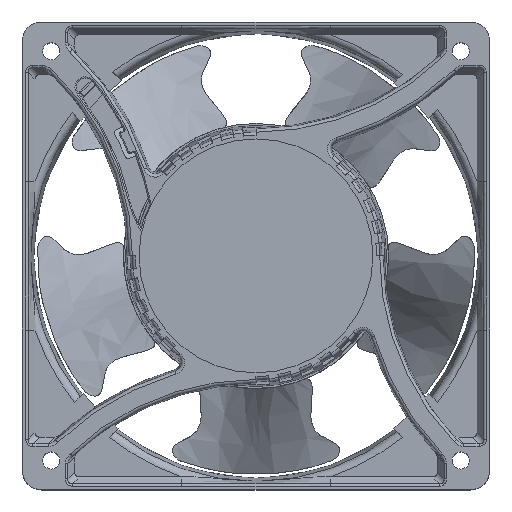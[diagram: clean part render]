
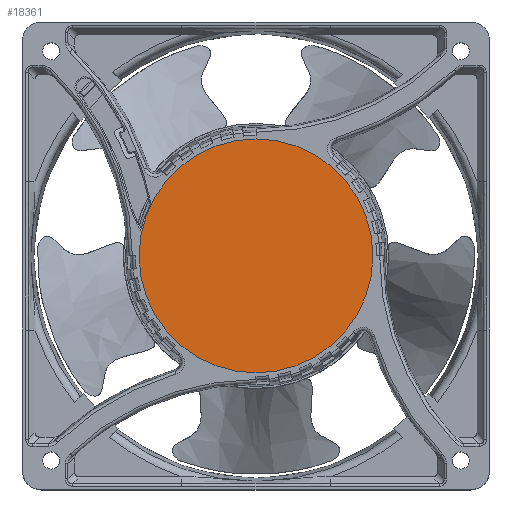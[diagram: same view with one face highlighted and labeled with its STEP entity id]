
A CAD part, top view. The second image highlights one B-rep face of the part: STEP entity #18361.
In plain terms, the highlighted planar face has unit normal (0, 0, 1).
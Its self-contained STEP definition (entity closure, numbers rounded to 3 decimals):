
#974=PLANE('',#19898);
#2031=FACE_OUTER_BOUND('',#3120,.T.);
#3120=EDGE_LOOP('',(#17164));
#3757=CIRCLE('',#19896,30.);
#8974=VERTEX_POINT('',#41196);
#11703=EDGE_CURVE('',#8974,#8974,#3757,.T.);
#17164=ORIENTED_EDGE('',*,*,#11703,.T.);
#18361=ADVANCED_FACE('',(#2031),#974,.T.);
#19896=AXIS2_PLACEMENT_3D('',#41197,#24394,#24395);
#19898=AXIS2_PLACEMENT_3D('',#41201,#24399,#24400);
#24394=DIRECTION('center_axis',(0.,0.,1.));
#24395=DIRECTION('ref_axis',(-1.,0.,0.));
#24399=DIRECTION('center_axis',(0.,0.,1.));
#24400=DIRECTION('ref_axis',(-1.,0.,0.));
#41196=CARTESIAN_POINT('',(30.,0.,38.2));
#41197=CARTESIAN_POINT('Origin',(0.,0.,
38.2));
#41201=CARTESIAN_POINT('Origin',(0.,0.,
38.2));
